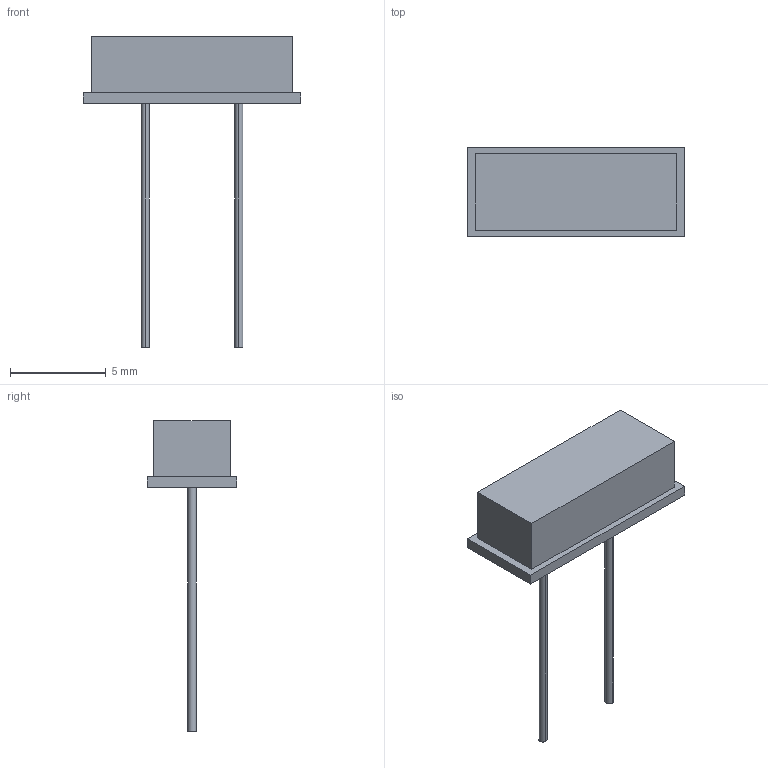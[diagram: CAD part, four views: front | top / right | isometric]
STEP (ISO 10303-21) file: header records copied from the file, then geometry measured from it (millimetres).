
FILE_DESCRIPTION(('FreeCAD Model'),'2;1');
FILE_NAME('12780167.1.3.stp','2022-01-28T12:29:26',( 'Author'),(''),'Open CASCADE STEP processor 6.9','FreeCAD','Unknown' );
FILE_SCHEMA(('AUTOMOTIVE_DESIGN { 1 0 10303 214 1 1 1 1 }'));
Length unit declared in the file: millimetre
Products named in the file (4): ASSEMBLY; solidBody; solidBottom; solidLead
Assembly tree (3 placements, depth 2):
  ASSEMBLY
    solidBody
    solidBottom
    solidLead
Bounding box: 11.35 x 4.65 x 16.2 mm (x, y, z)
Volume: 156.8 mm3; surface area: 327.7 mm2
Topology: 4 solids, 4 shells, 25 faces, 48 edges, 32 vertices
Faces by surface type: plane 21, cylinder 4
Entity records: 1354 total; most frequent: DIRECTION 210, CARTESIAN_POINT 205, LINE 128, VECTOR 128, ORIENTED_EDGE 96, PCURVE 96, DEFINITIONAL_REPRESENTATION 96, EDGE_CURVE 48
